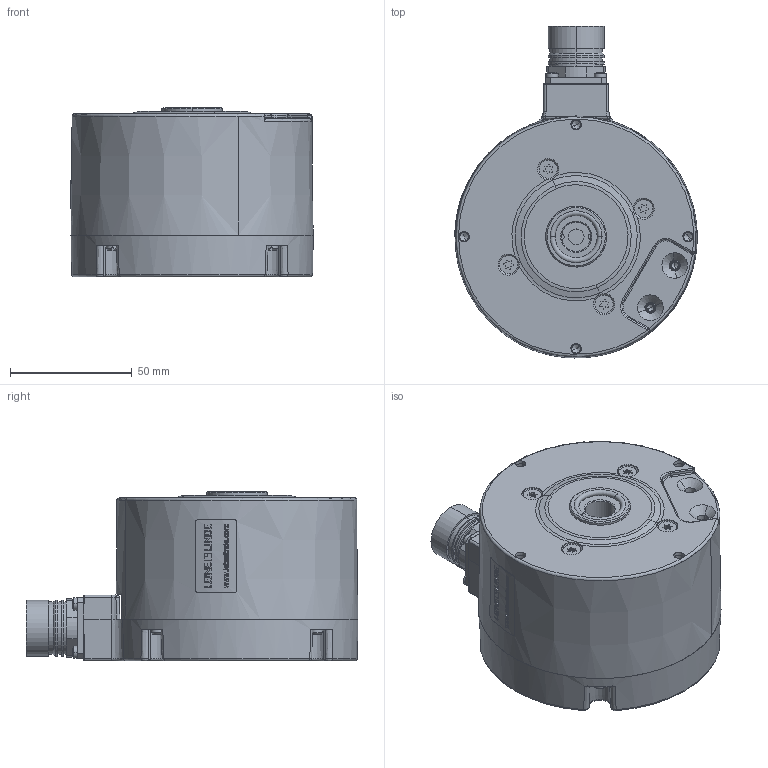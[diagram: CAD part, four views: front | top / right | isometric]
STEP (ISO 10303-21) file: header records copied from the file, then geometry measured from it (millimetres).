
FILE_DESCRIPTION((''),'2;1');
FILE_NAME('727508','2010-11-30T',('se2802'),(''),'PRO/ENGINEER BY PARAMETRIC TECHNOLOGY CORPORATION, 2010180','PRO/ENGINEER BY PARAMETRIC TECHNOLOGY CORPORATION, 2010180','');
FILE_SCHEMA(('CONFIG_CONTROL_DESIGN'));
Length unit declared in the file: millimetre
Products named in the file (1): 727508
Bounding box: 99.59 x 136.34 x 69.8 mm (x, y, z)
Volume: 240026.1 mm3; surface area: 97500.7 mm2
Topology: 4 solids, 5 shells, 1716 faces, 4348 edges, 2734 vertices
Faces by surface type: plane 479, cylinder 409, extrusion 324, cone 249, torus 109, bspline 108, sphere 38
Entity records: 62813 total; most frequent: CARTESIAN_POINT 23740, ORIENTED_EDGE 8644, DIRECTION 7096, EDGE_CURVE 4322, VERTEX_POINT 2734, AXIS2_PLACEMENT_3D 2599, VECTOR 1898, EDGE_LOOP 1878
